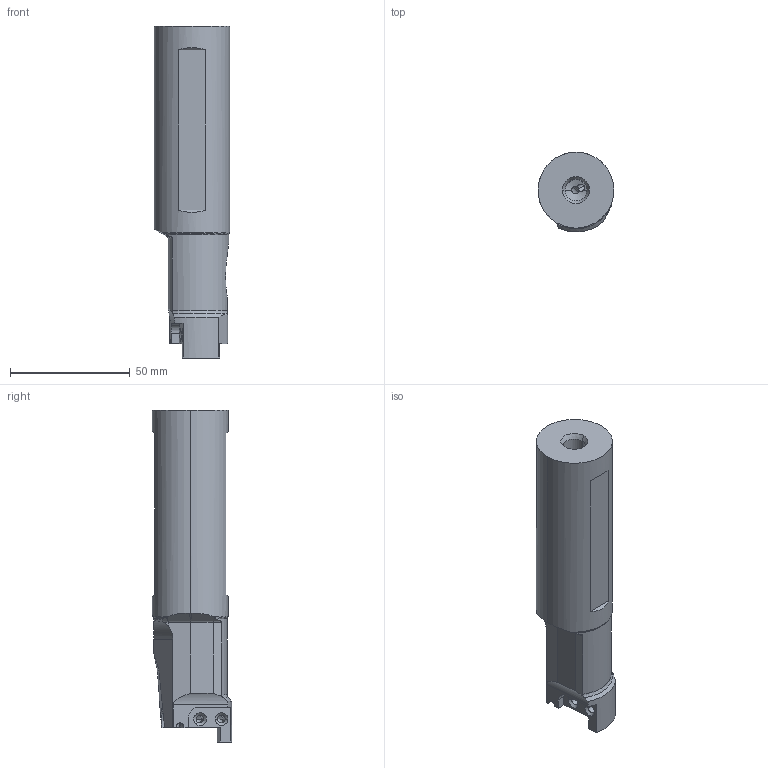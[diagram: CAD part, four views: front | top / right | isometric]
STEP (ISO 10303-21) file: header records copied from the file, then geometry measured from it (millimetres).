
FILE_DESCRIPTION(/* description */ (''),/* implementation_level */ '2;1');
FILE_NAME(/* name */ 'GYDRUS20L90C_M20L.stp',/* time_stamp */ '2017-01-13T13:09:02+09:00',/* author */ (''),/* organization */ (''),/* preprocessor_version */ 'ST-DEVELOPER v16',/* originating_system */ 'SIEMENS PLM Software NX 10.0',/* authorisation */ '');
FILE_SCHEMA (('AUTOMOTIVE_DESIGN { 1 0 10303 214 3 1 1 1 }'));
Length unit declared in the file: millimetre
Products named in the file (1): GYDRUS20L90C_M20L
Bounding box: 31.75 x 33.11 x 138.7 mm (x, y, z)
Volume: 86142.6 mm3; surface area: 18624.8 mm2
Topology: 1 solids, 1 shells, 119 faces, 325 edges, 200 vertices
Faces by surface type: cylinder 44, plane 37, cone 30, torus 6, sphere 1, bspline 1
Entity records: 4575 total; most frequent: CARTESIAN_POINT 1602, ORIENTED_EDGE 628, DIRECTION 605, EDGE_CURVE 314, AXIS2_PLACEMENT_3D 230, VERTEX_POINT 200, LINE 145, VECTOR 145
